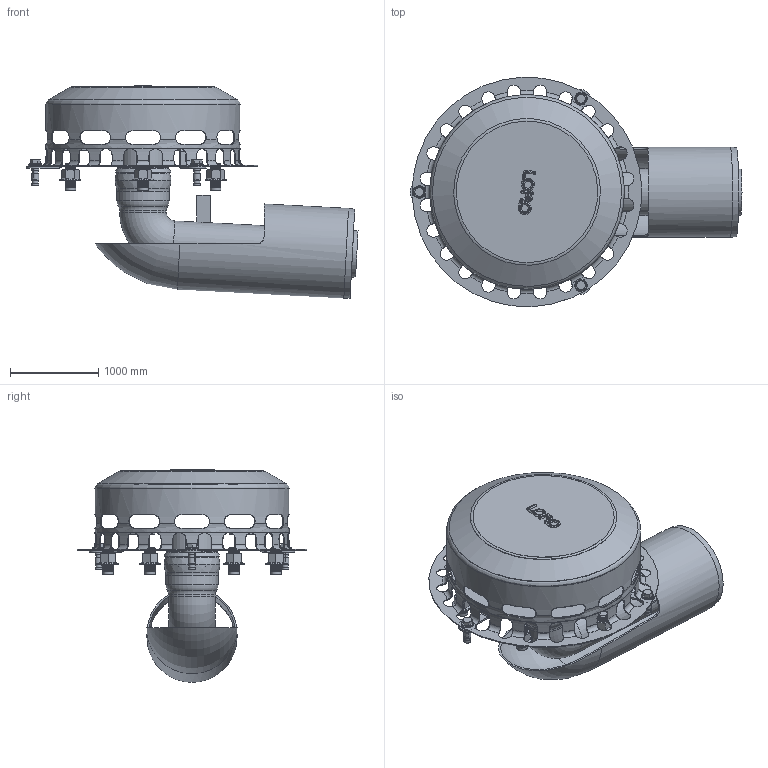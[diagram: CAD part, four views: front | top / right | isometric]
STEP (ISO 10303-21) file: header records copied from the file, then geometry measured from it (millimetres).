
FILE_DESCRIPTION(/* description */ (''),/* implementation_level */ '2;1');
FILE_NAME(/* name */ '13502.100X_3D.stp',/* time_stamp */ '2024-12-11T14:47:11+01:00',/* author */ ('CAD'),/* organization */ (''),/* preprocessor_version */ 'ST-DEVELOPER v20',/* originating_system */ 'AutoCAD Mechanical',/* authorisation */ '');
FILE_SCHEMA (('AUTOMOTIVE_DESIGN { 1 0 10303 214 3 1 1 }'));
Length unit declared in the file: centimetre
Products named in the file (10): Product; KORB; *U3; *U2; STUTZEN; *U5; *U4; *U7; *U6; *S8
Assembly tree (18 placements, depth 3):
  Product
    KORB
    *U3
      *U2  x3
    STUTZEN
    *U5
      *U4  x6
    *U7
      *U6  x3
    *S8
Bounding box: 3758.26 x 2597.53 x 2408.12 mm (x, y, z)
Volume: 484107302.7 mm3; surface area: 54109927.2 mm2
Topology: 31 solids, 31 shells, 1218 faces, 2929 edges, 1743 vertices
Faces by surface type: cylinder 431, cone 358, plane 305, torus 113, bspline 8, sphere 3
Full cylindrical faces by diameter (mm): 40 x3, 70 x6, 80 x15, 105 x2, 120 x108, 133.198 x30, 500 x4, 530 x4, 558.788 x1, 560 x1, 578.049 x1, 590 x1, 600 x1, 630 x1, 980 x1, 1020 x1, 2130 x1, 2180 x2, 2200 x2, 2600 x1
Entity records: 34076 total; most frequent: CARTESIAN_POINT 11322, DIRECTION 4890, ORIENTED_EDGE 4670, EDGE_CURVE 2335, AXIS2_PLACEMENT_3D 1996, VERTEX_POINT 1377, EDGE_LOOP 1020, CIRCLE 992
